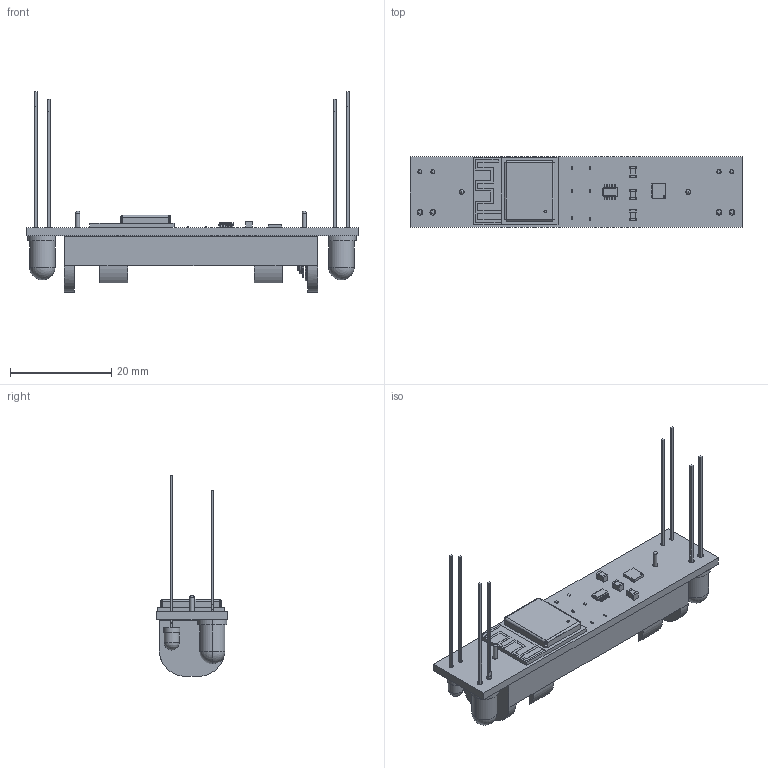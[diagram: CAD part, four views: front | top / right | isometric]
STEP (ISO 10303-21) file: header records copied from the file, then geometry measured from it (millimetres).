
FILE_DESCRIPTION(('KiCad electronic assembly'),'2;1');
FILE_NAME('WaterSensorProject.step','2025-01-21T20:24:11',('Pcbnew'),( 'Kicad'),'Open CASCADE STEP processor 7.8','KiCad to STEP converter' ,'Unknown');
FILE_SCHEMA(('AUTOMOTIVE_DESIGN { 1 0 10303 214 1 1 1 1 }'));
Length unit declared in the file: millimetre
Products named in the file (18): WaterSensorProject 1; R_0201_0603Metric; C_0805_2012Metric; ESP32-C3-MINI-1-N4; RP604K331A-TR; ASSEMBLY; TLV7042DDFR; DDF0008A_ASM; TEPT4400; BatteryHolder_Keystone_2466_1xAAA; Keystone_2466_1xAAA; TSAL6200; WaterSensorProject_PCB
Assembly tree (26 placements, depth 3):
  WaterSensorProject 1
    R_0201_0603Metric  x6
      R_0201_0603Metric
    C_0805_2012Metric  x3
      C_0805_2012Metric
    ESP32-C3-MINI-1-N4
      ESP32-C3-MINI-1-N4
    RP604K331A-TR
      ASSEMBLY
    TLV7042DDFR
      DDF0008A_ASM
    TEPT4400  x2
      TEPT4400
    BatteryHolder_Keystone_2466_1xAAA
      Keystone_2466_1xAAA
    TSAL6200  x2
      TSAL6200
    WaterSensorProject_PCB
Bounding box: 65.5 x 14 x 39.6 mm (x, y, z)
Volume: 4019.3 mm3; surface area: 7191.3 mm2
Topology: 108 solids, 108 shells, 1512 faces, 3574 edges, 2354 vertices
Faces by surface type: plane 1277, cylinder 219, sphere 12, revolution 4
Full cylindrical faces by diameter (mm): 0.02 x1, 0.338 x1, 0.8 x2, 0.813 x4, 1.02 x2, 1.12 x4, 1.4 x1, 2.8 x2, 3 x2, 3.2 x2, 4.2 x2, 5.6 x2, 7 x1
Entity records: 42279 total; most frequent: CARTESIAN_POINT 6270, ORIENTED_EDGE 5730, DIRECTION 5648, EDGE_CURVE 2865, LINE 2567, VECTOR 2567, VERTEX_POINT 1894, AXIS2_PLACEMENT_3D 1539
